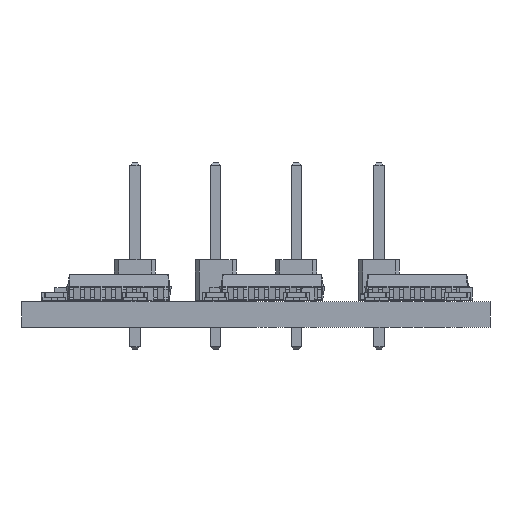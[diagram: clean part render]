
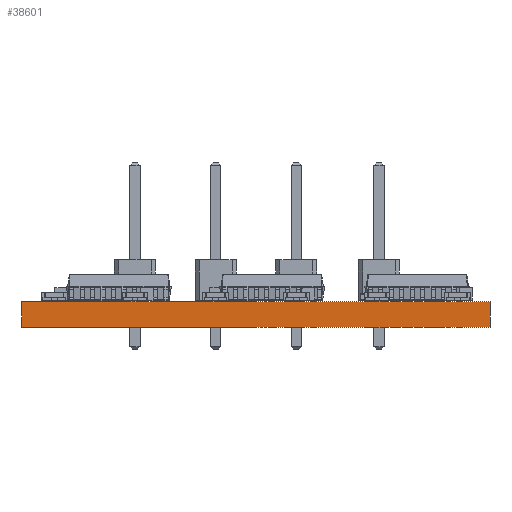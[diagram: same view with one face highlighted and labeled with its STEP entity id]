
A CAD part, left-side view. The second image highlights one B-rep face of the part: STEP entity #38601.
In plain terms, the highlighted planar face has unit normal (-1, 0, 0).
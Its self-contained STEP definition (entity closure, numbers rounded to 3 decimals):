
#38485 = EDGE_CURVE('',#38486,#38488,#38490,.T.);
#38486 = VERTEX_POINT('',#38487);
#38487 = CARTESIAN_POINT('',(-32.,14.5,0.));
#38488 = VERTEX_POINT('',#38489);
#38489 = CARTESIAN_POINT('',(-32.,14.5,1.6));
#38490 = SURFACE_CURVE('',#38491,(#38495,#38507),.PCURVE_S1.);
#38491 = LINE('',#38492,#38493);
#38492 = CARTESIAN_POINT('',(-32.,14.5,0.));
#38493 = VECTOR('',#38494,1.);
#38494 = DIRECTION('',(0.,0.,1.));
#38495 = PCURVE('',#38496,#38501);
#38496 = PLANE('',#38497);
#38497 = AXIS2_PLACEMENT_3D('',#38498,#38499,#38500);
#38498 = CARTESIAN_POINT('',(-32.,14.5,0.));
#38499 = DIRECTION('',(0.,1.,0.));
#38500 = DIRECTION('',(1.,0.,0.));
#38501 = DEFINITIONAL_REPRESENTATION('',(#38502),#38506);
#38502 = LINE('',#38503,#38504);
#38503 = CARTESIAN_POINT('',(0.,0.));
#38504 = VECTOR('',#38505,1.);
#38505 = DIRECTION('',(0.,-1.));
#38506 = ( GEOMETRIC_REPRESENTATION_CONTEXT(2) 
PARAMETRIC_REPRESENTATION_CONTEXT() REPRESENTATION_CONTEXT('2D SPACE',''
  ) );
#38507 = PCURVE('',#38508,#38513);
#38508 = PLANE('',#38509);
#38509 = AXIS2_PLACEMENT_3D('',#38510,#38511,#38512);
#38510 = CARTESIAN_POINT('',(-32.,-14.5,0.));
#38511 = DIRECTION('',(-1.,0.,0.));
#38512 = DIRECTION('',(0.,1.,0.));
#38513 = DEFINITIONAL_REPRESENTATION('',(#38514),#38518);
#38514 = LINE('',#38515,#38516);
#38515 = CARTESIAN_POINT('',(29.,0.));
#38516 = VECTOR('',#38517,1.);
#38517 = DIRECTION('',(0.,-1.));
#38518 = ( GEOMETRIC_REPRESENTATION_CONTEXT(2) 
PARAMETRIC_REPRESENTATION_CONTEXT() REPRESENTATION_CONTEXT('2D SPACE',''
  ) );
#38536 = PLANE('',#38537);
#38537 = AXIS2_PLACEMENT_3D('',#38538,#38539,#38540);
#38538 = CARTESIAN_POINT('',(0.,0.,1.6));
#38539 = DIRECTION('',(-0.,-0.,-1.));
#38540 = DIRECTION('',(-1.,0.,0.));
#38590 = PLANE('',#38591);
#38591 = AXIS2_PLACEMENT_3D('',#38592,#38593,#38594);
#38592 = CARTESIAN_POINT('',(0.,0.,0.));
#38593 = DIRECTION('',(-0.,-0.,-1.));
#38594 = DIRECTION('',(-1.,0.,0.));
#38601 = ADVANCED_FACE('',(#38602),#38508,.T.);
#38602 = FACE_BOUND('',#38603,.T.);
#38603 = EDGE_LOOP('',(#38604,#38634,#38655,#38656));
#38604 = ORIENTED_EDGE('',*,*,#38605,.T.);
#38605 = EDGE_CURVE('',#38606,#38608,#38610,.T.);
#38606 = VERTEX_POINT('',#38607);
#38607 = CARTESIAN_POINT('',(-32.,-14.5,0.));
#38608 = VERTEX_POINT('',#38609);
#38609 = CARTESIAN_POINT('',(-32.,-14.5,1.6));
#38610 = SURFACE_CURVE('',#38611,(#38615,#38622),.PCURVE_S1.);
#38611 = LINE('',#38612,#38613);
#38612 = CARTESIAN_POINT('',(-32.,-14.5,0.));
#38613 = VECTOR('',#38614,1.);
#38614 = DIRECTION('',(0.,0.,1.));
#38615 = PCURVE('',#38508,#38616);
#38616 = DEFINITIONAL_REPRESENTATION('',(#38617),#38621);
#38617 = LINE('',#38618,#38619);
#38618 = CARTESIAN_POINT('',(0.,0.));
#38619 = VECTOR('',#38620,1.);
#38620 = DIRECTION('',(0.,-1.));
#38621 = ( GEOMETRIC_REPRESENTATION_CONTEXT(2) 
PARAMETRIC_REPRESENTATION_CONTEXT() REPRESENTATION_CONTEXT('2D SPACE',''
  ) );
#38622 = PCURVE('',#38623,#38628);
#38623 = PLANE('',#38624);
#38624 = AXIS2_PLACEMENT_3D('',#38625,#38626,#38627);
#38625 = CARTESIAN_POINT('',(32.,-14.5,0.));
#38626 = DIRECTION('',(0.,-1.,0.));
#38627 = DIRECTION('',(-1.,0.,0.));
#38628 = DEFINITIONAL_REPRESENTATION('',(#38629),#38633);
#38629 = LINE('',#38630,#38631);
#38630 = CARTESIAN_POINT('',(64.,0.));
#38631 = VECTOR('',#38632,1.);
#38632 = DIRECTION('',(0.,-1.));
#38633 = ( GEOMETRIC_REPRESENTATION_CONTEXT(2) 
PARAMETRIC_REPRESENTATION_CONTEXT() REPRESENTATION_CONTEXT('2D SPACE',''
  ) );
#38634 = ORIENTED_EDGE('',*,*,#38635,.T.);
#38635 = EDGE_CURVE('',#38608,#38488,#38636,.T.);
#38636 = SURFACE_CURVE('',#38637,(#38641,#38648),.PCURVE_S1.);
#38637 = LINE('',#38638,#38639);
#38638 = CARTESIAN_POINT('',(-32.,-14.5,1.6));
#38639 = VECTOR('',#38640,1.);
#38640 = DIRECTION('',(0.,1.,0.));
#38641 = PCURVE('',#38508,#38642);
#38642 = DEFINITIONAL_REPRESENTATION('',(#38643),#38647);
#38643 = LINE('',#38644,#38645);
#38644 = CARTESIAN_POINT('',(0.,-1.6));
#38645 = VECTOR('',#38646,1.);
#38646 = DIRECTION('',(1.,0.));
#38647 = ( GEOMETRIC_REPRESENTATION_CONTEXT(2) 
PARAMETRIC_REPRESENTATION_CONTEXT() REPRESENTATION_CONTEXT('2D SPACE',''
  ) );
#38648 = PCURVE('',#38536,#38649);
#38649 = DEFINITIONAL_REPRESENTATION('',(#38650),#38654);
#38650 = LINE('',#38651,#38652);
#38651 = CARTESIAN_POINT('',(32.,-14.5));
#38652 = VECTOR('',#38653,1.);
#38653 = DIRECTION('',(0.,1.));
#38654 = ( GEOMETRIC_REPRESENTATION_CONTEXT(2) 
PARAMETRIC_REPRESENTATION_CONTEXT() REPRESENTATION_CONTEXT('2D SPACE',''
  ) );
#38655 = ORIENTED_EDGE('',*,*,#38485,.F.);
#38656 = ORIENTED_EDGE('',*,*,#38657,.F.);
#38657 = EDGE_CURVE('',#38606,#38486,#38658,.T.);
#38658 = SURFACE_CURVE('',#38659,(#38663,#38670),.PCURVE_S1.);
#38659 = LINE('',#38660,#38661);
#38660 = CARTESIAN_POINT('',(-32.,-14.5,0.));
#38661 = VECTOR('',#38662,1.);
#38662 = DIRECTION('',(0.,1.,0.));
#38663 = PCURVE('',#38508,#38664);
#38664 = DEFINITIONAL_REPRESENTATION('',(#38665),#38669);
#38665 = LINE('',#38666,#38667);
#38666 = CARTESIAN_POINT('',(0.,0.));
#38667 = VECTOR('',#38668,1.);
#38668 = DIRECTION('',(1.,0.));
#38669 = ( GEOMETRIC_REPRESENTATION_CONTEXT(2) 
PARAMETRIC_REPRESENTATION_CONTEXT() REPRESENTATION_CONTEXT('2D SPACE',''
  ) );
#38670 = PCURVE('',#38590,#38671);
#38671 = DEFINITIONAL_REPRESENTATION('',(#38672),#38676);
#38672 = LINE('',#38673,#38674);
#38673 = CARTESIAN_POINT('',(32.,-14.5));
#38674 = VECTOR('',#38675,1.);
#38675 = DIRECTION('',(0.,1.));
#38676 = ( GEOMETRIC_REPRESENTATION_CONTEXT(2) 
PARAMETRIC_REPRESENTATION_CONTEXT() REPRESENTATION_CONTEXT('2D SPACE',''
  ) );
